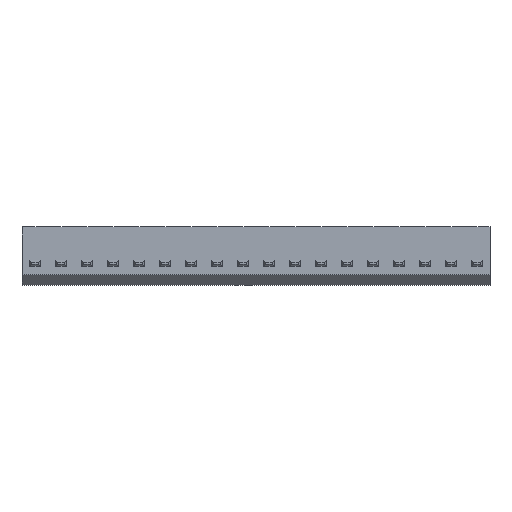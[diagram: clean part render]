
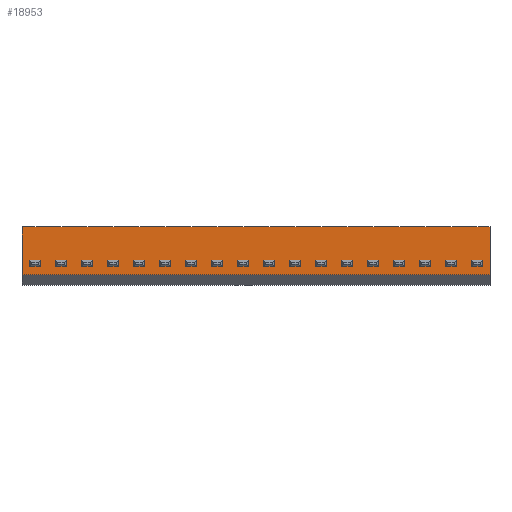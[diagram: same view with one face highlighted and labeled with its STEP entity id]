
A CAD part, top view. The second image highlights one B-rep face of the part: STEP entity #18953.
In plain terms, the highlighted planar face has unit normal (0, 0, 1).
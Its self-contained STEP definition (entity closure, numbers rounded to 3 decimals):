
#18953 = ADVANCED_FACE('',(#18954),#18968,.T.);
#18954 = FACE_BOUND('',#18955,.T.);
#18955 = EDGE_LOOP('',(#18956,#18991,#19019,#19047));
#18956 = ORIENTED_EDGE('',*,*,#18957,.T.);
#18957 = EDGE_CURVE('',#18958,#18960,#18962,.T.);
#18958 = VERTEX_POINT('',#18959);
#18959 = CARTESIAN_POINT('',(-1.25,-1.1,3.2));
#18960 = VERTEX_POINT('',#18961);
#18961 = CARTESIAN_POINT('',(43.75,-1.1,3.2));
#18962 = SURFACE_CURVE('',#18963,(#18967,#18979),.PCURVE_S1.);
#18963 = LINE('',#18964,#18965);
#18964 = CARTESIAN_POINT('',(-1.25,-1.1,3.2));
#18965 = VECTOR('',#18966,1.);
#18966 = DIRECTION('',(1.,0.,0.));
#18967 = PCURVE('',#18968,#18973);
#18968 = PLANE('',#18969);
#18969 = AXIS2_PLACEMENT_3D('',#18970,#18971,#18972);
#18970 = CARTESIAN_POINT('',(-1.25,-1.1,3.2));
#18971 = DIRECTION('',(0.,0.,1.));
#18972 = DIRECTION('',(0.,1.,0.));
#18973 = DEFINITIONAL_REPRESENTATION('',(#18974),#18978);
#18974 = LINE('',#18975,#18976);
#18975 = CARTESIAN_POINT('',(0.,0.));
#18976 = VECTOR('',#18977,1.);
#18977 = DIRECTION('',(0.,-1.));
#18978 = ( GEOMETRIC_REPRESENTATION_CONTEXT(2) 
PARAMETRIC_REPRESENTATION_CONTEXT() REPRESENTATION_CONTEXT('2D SPACE',''
  ) );
#18979 = PCURVE('',#18980,#18985);
#18980 = PLANE('',#18981);
#18981 = AXIS2_PLACEMENT_3D('',#18982,#18983,#18984);
#18982 = CARTESIAN_POINT('',(-1.25,-1.1,3.2));
#18983 = DIRECTION('',(0.,0.707,-0.707));
#18984 = DIRECTION('',(0.,-0.707,-0.707));
#18985 = DEFINITIONAL_REPRESENTATION('',(#18986),#18990);
#18986 = LINE('',#18987,#18988);
#18987 = CARTESIAN_POINT('',(0.,0.));
#18988 = VECTOR('',#18989,1.);
#18989 = DIRECTION('',(0.,-1.));
#18990 = ( GEOMETRIC_REPRESENTATION_CONTEXT(2) 
PARAMETRIC_REPRESENTATION_CONTEXT() REPRESENTATION_CONTEXT('2D SPACE',''
  ) );
#18991 = ORIENTED_EDGE('',*,*,#18992,.T.);
#18992 = EDGE_CURVE('',#18960,#18993,#18995,.T.);
#18993 = VERTEX_POINT('',#18994);
#18994 = CARTESIAN_POINT('',(43.75,3.5,3.2));
#18995 = SURFACE_CURVE('',#18996,(#19000,#19007),.PCURVE_S1.);
#18996 = LINE('',#18997,#18998);
#18997 = CARTESIAN_POINT('',(43.75,-1.1,3.2));
#18998 = VECTOR('',#18999,1.);
#18999 = DIRECTION('',(0.,1.,0.));
#19000 = PCURVE('',#18968,#19001);
#19001 = DEFINITIONAL_REPRESENTATION('',(#19002),#19006);
#19002 = LINE('',#19003,#19004);
#19003 = CARTESIAN_POINT('',(0.,-45.));
#19004 = VECTOR('',#19005,1.);
#19005 = DIRECTION('',(1.,0.));
#19006 = ( GEOMETRIC_REPRESENTATION_CONTEXT(2) 
PARAMETRIC_REPRESENTATION_CONTEXT() REPRESENTATION_CONTEXT('2D SPACE',''
  ) );
#19007 = PCURVE('',#19008,#19013);
#19008 = PLANE('',#19009);
#19009 = AXIS2_PLACEMENT_3D('',#19010,#19011,#19012);
#19010 = CARTESIAN_POINT('',(43.75,0.951,1.622));
#19011 = DIRECTION('',(1.,0.,0.));
#19012 = DIRECTION('',(0.,0.,1.));
#19013 = DEFINITIONAL_REPRESENTATION('',(#19014),#19018);
#19014 = LINE('',#19015,#19016);
#19015 = CARTESIAN_POINT('',(1.578,2.051));
#19016 = VECTOR('',#19017,1.);
#19017 = DIRECTION('',(0.,-1.));
#19018 = ( GEOMETRIC_REPRESENTATION_CONTEXT(2) 
PARAMETRIC_REPRESENTATION_CONTEXT() REPRESENTATION_CONTEXT('2D SPACE',''
  ) );
#19019 = ORIENTED_EDGE('',*,*,#19020,.F.);
#19020 = EDGE_CURVE('',#19021,#18993,#19023,.T.);
#19021 = VERTEX_POINT('',#19022);
#19022 = CARTESIAN_POINT('',(-1.25,3.5,3.2));
#19023 = SURFACE_CURVE('',#19024,(#19028,#19035),.PCURVE_S1.);
#19024 = LINE('',#19025,#19026);
#19025 = CARTESIAN_POINT('',(-1.25,3.5,3.2));
#19026 = VECTOR('',#19027,1.);
#19027 = DIRECTION('',(1.,0.,0.));
#19028 = PCURVE('',#18968,#19029);
#19029 = DEFINITIONAL_REPRESENTATION('',(#19030),#19034);
#19030 = LINE('',#19031,#19032);
#19031 = CARTESIAN_POINT('',(4.6,0.));
#19032 = VECTOR('',#19033,1.);
#19033 = DIRECTION('',(0.,-1.));
#19034 = ( GEOMETRIC_REPRESENTATION_CONTEXT(2) 
PARAMETRIC_REPRESENTATION_CONTEXT() REPRESENTATION_CONTEXT('2D SPACE',''
  ) );
#19035 = PCURVE('',#19036,#19041);
#19036 = PLANE('',#19037);
#19037 = AXIS2_PLACEMENT_3D('',#19038,#19039,#19040);
#19038 = CARTESIAN_POINT('',(-1.25,3.5,3.2));
#19039 = DIRECTION('',(0.,1.,0.));
#19040 = DIRECTION('',(0.,0.,-1.));
#19041 = DEFINITIONAL_REPRESENTATION('',(#19042),#19046);
#19042 = LINE('',#19043,#19044);
#19043 = CARTESIAN_POINT('',(0.,0.));
#19044 = VECTOR('',#19045,1.);
#19045 = DIRECTION('',(0.,-1.));
#19046 = ( GEOMETRIC_REPRESENTATION_CONTEXT(2) 
PARAMETRIC_REPRESENTATION_CONTEXT() REPRESENTATION_CONTEXT('2D SPACE',''
  ) );
#19047 = ORIENTED_EDGE('',*,*,#19048,.F.);
#19048 = EDGE_CURVE('',#18958,#19021,#19049,.T.);
#19049 = SURFACE_CURVE('',#19050,(#19054,#19061),.PCURVE_S1.);
#19050 = LINE('',#19051,#19052);
#19051 = CARTESIAN_POINT('',(-1.25,-1.1,3.2));
#19052 = VECTOR('',#19053,1.);
#19053 = DIRECTION('',(0.,1.,0.));
#19054 = PCURVE('',#18968,#19055);
#19055 = DEFINITIONAL_REPRESENTATION('',(#19056),#19060);
#19056 = LINE('',#19057,#19058);
#19057 = CARTESIAN_POINT('',(0.,0.));
#19058 = VECTOR('',#19059,1.);
#19059 = DIRECTION('',(1.,0.));
#19060 = ( GEOMETRIC_REPRESENTATION_CONTEXT(2) 
PARAMETRIC_REPRESENTATION_CONTEXT() REPRESENTATION_CONTEXT('2D SPACE',''
  ) );
#19061 = PCURVE('',#19062,#19067);
#19062 = PLANE('',#19063);
#19063 = AXIS2_PLACEMENT_3D('',#19064,#19065,#19066);
#19064 = CARTESIAN_POINT('',(-1.25,0.951,1.622));
#19065 = DIRECTION('',(1.,0.,0.));
#19066 = DIRECTION('',(0.,0.,1.));
#19067 = DEFINITIONAL_REPRESENTATION('',(#19068),#19072);
#19068 = LINE('',#19069,#19070);
#19069 = CARTESIAN_POINT('',(1.578,2.051));
#19070 = VECTOR('',#19071,1.);
#19071 = DIRECTION('',(0.,-1.));
#19072 = ( GEOMETRIC_REPRESENTATION_CONTEXT(2) 
PARAMETRIC_REPRESENTATION_CONTEXT() REPRESENTATION_CONTEXT('2D SPACE',''
  ) );
